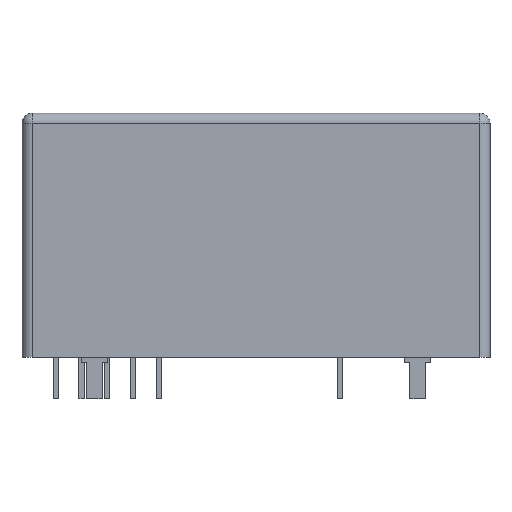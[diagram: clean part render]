
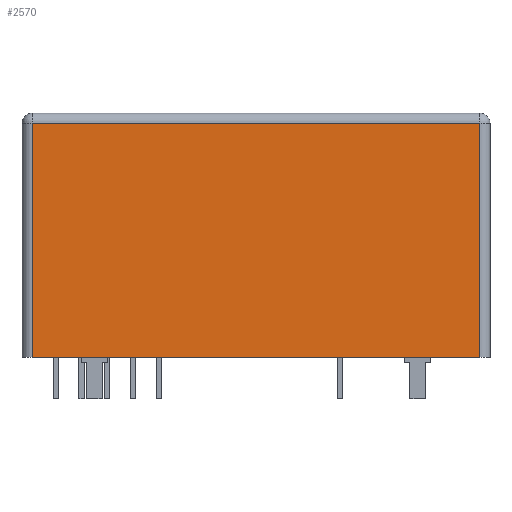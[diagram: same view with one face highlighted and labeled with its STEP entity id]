
A CAD part, front view. The second image highlights one B-rep face of the part: STEP entity #2570.
In plain terms, the highlighted free-form (B-spline) face has degree [1, 1] with [2, 2] control points.
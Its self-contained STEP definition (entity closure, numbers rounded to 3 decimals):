
#2124=CARTESIAN_POINT('',(22.0,-6.0,23.5));
#2125=VERTEX_POINT('',#2124);
#2194=CARTESIAN_POINT('',(-22.0,-6.0,23.5));
#2195=VERTEX_POINT('',#2194);
#2341=CARTESIAN_POINT('',(-22.0,-6.0,23.5));
#2342=DIRECTION('',(1.0,0.0,0.0));
#2343=VECTOR('',#2342,44.0);
#2344=LINE('',#2341,#2343);
#2345=EDGE_CURVE('',#2195,#2125,#2344,.T.);
#2364=CARTESIAN_POINT('',(-22.0,-6.0,0.5));
#2365=VERTEX_POINT('',#2364);
#2373=CARTESIAN_POINT('',(-22.0,-6.0,0.5));
#2374=DIRECTION('',(0.0,0.0,1.0));
#2375=VECTOR('',#2374,23.0);
#2376=LINE('',#2373,#2375);
#2377=EDGE_CURVE('',#2365,#2195,#2376,.T.);
#2448=CARTESIAN_POINT('',(22.0,-6.0,0.5));
#2449=VERTEX_POINT('',#2448);
#2466=CARTESIAN_POINT('',(22.0,-6.0,23.5));
#2467=DIRECTION('',(0.0,0.0,-1.0));
#2468=VECTOR('',#2467,23.0);
#2469=LINE('',#2466,#2468);
#2470=EDGE_CURVE('',#2125,#2449,#2469,.T.);
#2531=CARTESIAN_POINT('',(-22.0,-6.0,0.5));
#2532=DIRECTION('',(1.0,0.0,0.0));
#2533=VECTOR('',#2532,44.0);
#2534=LINE('',#2531,#2533);
#2535=EDGE_CURVE('',#2365,#2449,#2534,.T.);
#2559=CARTESIAN_POINT('',(22.0,-6.0,23.5));
#2560=CARTESIAN_POINT('',(22.0,-6.0,0.5));
#2561=CARTESIAN_POINT('',(-22.0,-6.0,23.5));
#2562=CARTESIAN_POINT('',(-22.0,-6.0,0.5));
#2563=B_SPLINE_SURFACE_WITH_KNOTS('',1,1,((#2559,#2561),(#2560,#2562)),.UNSPECIFIED.,.F.,.F.,.U.,(2,2),(2,2),(0.0,23.0),(0.0,44.0),.UNSPECIFIED.);
#2564=ORIENTED_EDGE('',*,*,#2377,.F.);
#2565=ORIENTED_EDGE('',*,*,#2535,.T.);
#2566=ORIENTED_EDGE('',*,*,#2470,.F.);
#2567=ORIENTED_EDGE('',*,*,#2345,.F.);
#2568=EDGE_LOOP('',(#2564,#2565,#2566,#2567));
#2569=FACE_OUTER_BOUND('',#2568,.T.);
#2570=ADVANCED_FACE('',(#2569),#2563,.F.);
